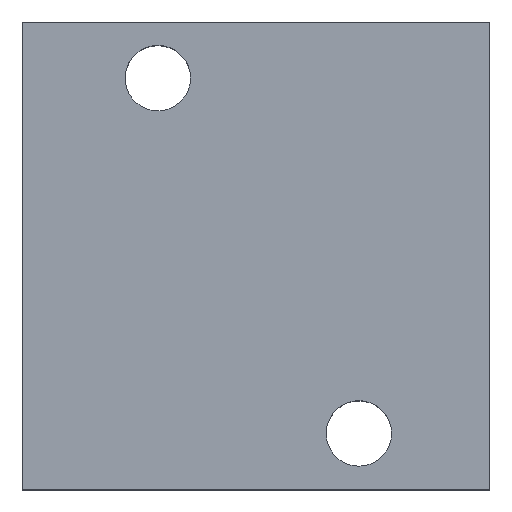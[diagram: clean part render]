
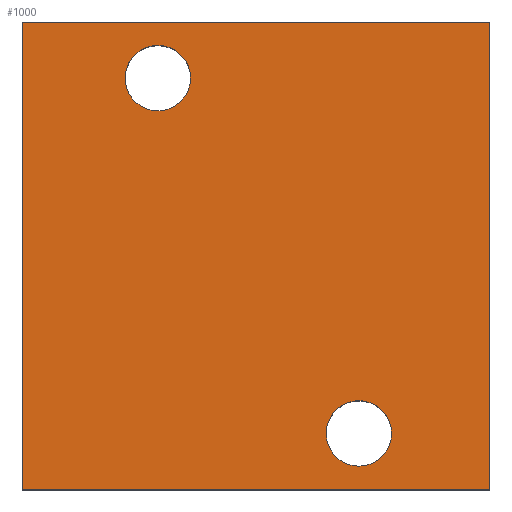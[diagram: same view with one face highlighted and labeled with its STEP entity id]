
A CAD part, top view. The second image highlights one B-rep face of the part: STEP entity #1000.
In plain terms, the highlighted planar face has unit normal (0, 0, 1).
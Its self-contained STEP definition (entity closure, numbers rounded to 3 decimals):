
#27 = CIRCLE ( 'NONE', #2069, 3.5 ) ;
#68 = EDGE_CURVE ( 'NONE', #1719, #1023, #2292, .T. ) ;
#73 = AXIS2_PLACEMENT_3D ( 'NONE', #545, #963, #2348 ) ;
#80 = CARTESIAN_POINT ( 'NONE',  ( 25., -25., 30. ) ) ;
#112 = DIRECTION ( 'NONE',  ( -1., 0., 0. ) ) ;
#136 = CARTESIAN_POINT ( 'NONE',  ( -25., -25., 30. ) ) ;
#150 = CARTESIAN_POINT ( 'NONE',  ( 14.5, -19., 30. ) ) ;
#247 = CARTESIAN_POINT ( 'NONE',  ( -25., -25., 30. ) ) ;
#252 = CARTESIAN_POINT ( 'NONE',  ( -25., -25., 30. ) ) ;
#276 = VERTEX_POINT ( 'NONE', #578 ) ;
#398 = ORIENTED_EDGE ( 'NONE', *, *, #68, .T. ) ;
#416 = ORIENTED_EDGE ( 'NONE', *, *, #661, .T. ) ;
#479 = FACE_BOUND ( 'NONE', #1836, .T. ) ;
#533 = DIRECTION ( 'NONE',  ( 0., 0., -1. ) ) ;
#545 = CARTESIAN_POINT ( 'NONE',  ( 0., 0., 30. ) ) ;
#578 = CARTESIAN_POINT ( 'NONE',  ( -14., 19., 30. ) ) ;
#579 = EDGE_CURVE ( 'NONE', #276, #1994, #2288, .T. ) ;
#620 = DIRECTION ( 'NONE',  ( 0., 0., -1. ) ) ;
#661 = EDGE_CURVE ( 'NONE', #2291, #1853, #27, .T. ) ;
#675 = CARTESIAN_POINT ( 'NONE',  ( 11., -19., 30. ) ) ;
#704 = VECTOR ( 'NONE', #112, 1000. ) ;
#730 = ORIENTED_EDGE ( 'NONE', *, *, #2246, .T. ) ;
#801 = LINE ( 'NONE', #2281, #1256 ) ;
#875 = CARTESIAN_POINT ( 'NONE',  ( -7., 19., 30. ) ) ;
#890 = DIRECTION ( 'NONE',  ( -1., 0., 0. ) ) ;
#961 = ORIENTED_EDGE ( 'NONE', *, *, #2582, .T. ) ;
#963 = DIRECTION ( 'NONE',  ( 0., 0., -1. ) ) ;
#1000 = ADVANCED_FACE ( 'NONE', ( #2137, #479, #1547 ), #1150, .F. ) ;
#1023 = VERTEX_POINT ( 'NONE', #1736 ) ;
#1099 = DIRECTION ( 'NONE',  ( 0., 1., 0. ) ) ;
#1101 = CARTESIAN_POINT ( 'NONE',  ( 25., 25., 30. ) ) ;
#1150 = PLANE ( 'NONE',  #73 ) ;
#1157 = DIRECTION ( 'NONE',  ( 0., 0., -1. ) ) ;
#1161 = CIRCLE ( 'NONE', #1512, 3.5 ) ;
#1193 = EDGE_CURVE ( 'NONE', #2401, #1719, #801, .T. ) ;
#1230 = AXIS2_PLACEMENT_3D ( 'NONE', #675, #2076, #890 ) ;
#1256 = VECTOR ( 'NONE', #1099, 1000. ) ;
#1359 = DIRECTION ( 'NONE',  ( 0., -1., 0. ) ) ;
#1431 = VERTEX_POINT ( 'NONE', #247 ) ;
#1441 = LINE ( 'NONE', #252, #1499 ) ;
#1454 = DIRECTION ( 'NONE',  ( 1., 0., 0. ) ) ;
#1475 = CARTESIAN_POINT ( 'NONE',  ( 7.5, -19., 30. ) ) ;
#1489 = EDGE_CURVE ( 'NONE', #1994, #276, #1161, .T. ) ;
#1499 = VECTOR ( 'NONE', #1454, 1000. ) ;
#1512 = AXIS2_PLACEMENT_3D ( 'NONE', #1813, #620, #2021 ) ;
#1547 = FACE_OUTER_BOUND ( 'NONE', #2498, .T. ) ;
#1618 = ORIENTED_EDGE ( 'NONE', *, *, #1489, .T. ) ;
#1646 = CARTESIAN_POINT ( 'NONE',  ( -25., 25., 30. ) ) ;
#1654 = AXIS2_PLACEMENT_3D ( 'NONE', #2346, #1157, #2557 ) ;
#1715 = CARTESIAN_POINT ( 'NONE',  ( 11., -19., 30. ) ) ;
#1719 = VERTEX_POINT ( 'NONE', #1101 ) ;
#1736 = CARTESIAN_POINT ( 'NONE',  ( -25., 25., 30. ) ) ;
#1813 = CARTESIAN_POINT ( 'NONE',  ( -10.5, 19., 30. ) ) ;
#1836 = EDGE_LOOP ( 'NONE', ( #2270, #1618 ) ) ;
#1853 = VERTEX_POINT ( 'NONE', #150 ) ;
#1923 = DIRECTION ( 'NONE',  ( -1., 0., 0. ) ) ;
#1987 = EDGE_CURVE ( 'NONE', #1431, #2401, #1441, .T. ) ;
#1994 = VERTEX_POINT ( 'NONE', #875 ) ;
#2021 = DIRECTION ( 'NONE',  ( -1., 0., 0. ) ) ;
#2069 = AXIS2_PLACEMENT_3D ( 'NONE', #1715, #533, #1923 ) ;
#2076 = DIRECTION ( 'NONE',  ( 0., 0., -1. ) ) ;
#2116 = VECTOR ( 'NONE', #1359, 1000. ) ;
#2137 = FACE_BOUND ( 'NONE', #2421, .T. ) ;
#2246 = EDGE_CURVE ( 'NONE', #1853, #2291, #2613, .T. ) ;
#2270 = ORIENTED_EDGE ( 'NONE', *, *, #579, .T. ) ;
#2281 = CARTESIAN_POINT ( 'NONE',  ( 25., -25., 30. ) ) ;
#2288 = CIRCLE ( 'NONE', #1654, 3.5 ) ;
#2291 = VERTEX_POINT ( 'NONE', #1475 ) ;
#2292 = LINE ( 'NONE', #1646, #704 ) ;
#2346 = CARTESIAN_POINT ( 'NONE',  ( -10.5, 19., 30. ) ) ;
#2348 = DIRECTION ( 'NONE',  ( -1., 0., 0. ) ) ;
#2401 = VERTEX_POINT ( 'NONE', #80 ) ;
#2421 = EDGE_LOOP ( 'NONE', ( #416, #730 ) ) ;
#2491 = ORIENTED_EDGE ( 'NONE', *, *, #1193, .T. ) ;
#2498 = EDGE_LOOP ( 'NONE', ( #2491, #398, #961, #2545 ) ) ;
#2545 = ORIENTED_EDGE ( 'NONE', *, *, #1987, .T. ) ;
#2557 = DIRECTION ( 'NONE',  ( -1., 0., 0. ) ) ;
#2582 = EDGE_CURVE ( 'NONE', #1023, #1431, #2609, .T. ) ;
#2609 = LINE ( 'NONE', #136, #2116 ) ;
#2613 = CIRCLE ( 'NONE', #1230, 3.5 ) ;
